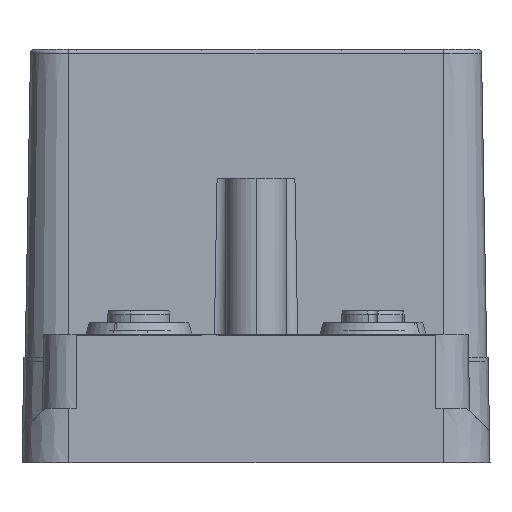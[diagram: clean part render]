
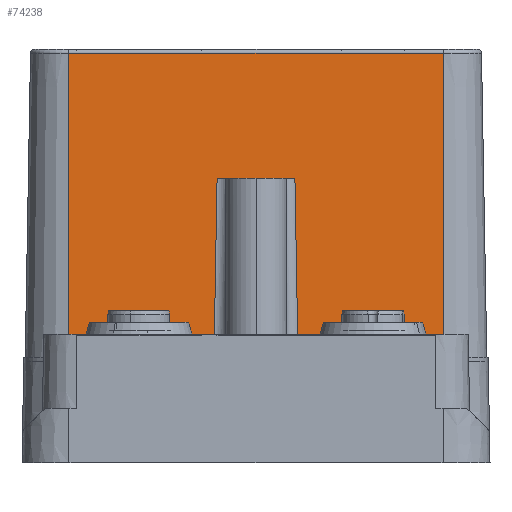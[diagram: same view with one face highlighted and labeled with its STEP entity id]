
A CAD part, front view. The second image highlights one B-rep face of the part: STEP entity #74238.
In plain terms, the highlighted planar face has unit normal (0, -1, 0.018).
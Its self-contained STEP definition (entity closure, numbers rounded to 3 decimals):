
#74183=AXIS2_PLACEMENT_3D('Plane Axis2P3D',#74180,#74181,#74182) ;
#73414=CARTESIAN_POINT('Vertex',(54.,105.6,13.)) ;
#73417=CARTESIAN_POINT('Line Origine',(44.7,105.6,13.)) ;
#73421=CARTESIAN_POINT('Vertex',(35.4,105.6,13.)) ;
#73487=CARTESIAN_POINT('Vertex',(24.6,105.6,13.)) ;
#73490=CARTESIAN_POINT('Line Origine',(15.3,105.6,13.)) ;
#73494=CARTESIAN_POINT('Vertex',(6.,105.6,13.)) ;
#74165=CARTESIAN_POINT('Vertex',(54.,106.29,52.509)) ;
#74168=CARTESIAN_POINT('Line Origine',(54.,105.949,33.)) ;
#74180=CARTESIAN_POINT('Axis2P3D Location',(59.6,105.6,13.)) ;
#74185=CARTESIAN_POINT('Line Origine',(30.,106.29,52.509)) ;
#74189=CARTESIAN_POINT('Vertex',(6.,106.29,52.509)) ;
#74192=CARTESIAN_POINT('Line Origine',(6.,105.949,33.)) ;
#74198=CARTESIAN_POINT('Control Point',(25.01,106.01,36.5)) ;
#74199=CARTESIAN_POINT('Control Point',(24.6,105.6,13.)) ;
#74200=CARTESIAN_POINT('Vertex',(25.01,106.01,36.5)) ;
#74204=CARTESIAN_POINT('Control Point',(26.51,106.01,36.5)) ;
#74205=CARTESIAN_POINT('Control Point',(25.01,106.01,36.5)) ;
#74206=CARTESIAN_POINT('Vertex',(26.51,106.01,36.5)) ;
#74209=CARTESIAN_POINT('Line Origine',(30.,106.01,36.5)) ;
#74213=CARTESIAN_POINT('Vertex',(33.49,106.01,36.5)) ;
#74217=CARTESIAN_POINT('Control Point',(34.99,106.01,36.5)) ;
#74218=CARTESIAN_POINT('Control Point',(33.49,106.01,36.5)) ;
#74219=CARTESIAN_POINT('Vertex',(34.99,106.01,36.5)) ;
#74223=CARTESIAN_POINT('Control Point',(34.99,106.01,36.5)) ;
#74224=CARTESIAN_POINT('Control Point',(35.4,105.6,13.)) ;
#73418=DIRECTION('Vector Direction',(-1.,0.,0.)) ;
#73491=DIRECTION('Vector Direction',(-1.,0.,0.)) ;
#74169=DIRECTION('Vector Direction',(0.,-0.017,-1.)) ;
#74181=DIRECTION('Axis2P3D Direction',(0.,-1.,0.017)) ;
#74182=DIRECTION('Axis2P3D XDirection',(-1.,0.,0.)) ;
#74186=DIRECTION('Vector Direction',(-1.,0.,0.)) ;
#74193=DIRECTION('Vector Direction',(0.,-0.017,-1.)) ;
#74210=DIRECTION('Vector Direction',(-1.,0.,0.)) ;
#73419=VECTOR('Line Direction',#73418,1.) ;
#73492=VECTOR('Line Direction',#73491,1.) ;
#74170=VECTOR('Line Direction',#74169,1.) ;
#74187=VECTOR('Line Direction',#74186,1.) ;
#74194=VECTOR('Line Direction',#74193,1.) ;
#74211=VECTOR('Line Direction',#74210,1.) ;
#74227=ORIENTED_EDGE('',*,*,#73423,.F.) ;
#74228=ORIENTED_EDGE('',*,*,#74172,.T.) ;
#74229=ORIENTED_EDGE('',*,*,#74191,.F.) ;
#74230=ORIENTED_EDGE('',*,*,#74196,.F.) ;
#74231=ORIENTED_EDGE('',*,*,#73496,.F.) ;
#74232=ORIENTED_EDGE('',*,*,#74202,.F.) ;
#74233=ORIENTED_EDGE('',*,*,#74208,.T.) ;
#74234=ORIENTED_EDGE('',*,*,#74215,.T.) ;
#74235=ORIENTED_EDGE('',*,*,#74221,.T.) ;
#74236=ORIENTED_EDGE('',*,*,#74225,.T.) ;
#74238=ADVANCED_FACE('327588.1\\433082_Anschlusshaube-MH-SK/FK.1\\427573.1\\Haube hoch Metall',(#74237),#74184,.T.) ;
#74197=B_SPLINE_CURVE_WITH_KNOTS('',1,(#74198,#74199),.UNSPECIFIED.,.F.,.U.,(2,2),(-3.747,19.76),.UNSPECIFIED.) ;
#74203=B_SPLINE_CURVE_WITH_KNOTS('',1,(#74204,#74205),.UNSPECIFIED.,.F.,.U.,(2,2),(-0.75,0.75),.UNSPECIFIED.) ;
#74216=B_SPLINE_CURVE_WITH_KNOTS('',1,(#74217,#74218),.UNSPECIFIED.,.F.,.U.,(2,2),(-0.75,0.75),.UNSPECIFIED.) ;
#74222=B_SPLINE_CURVE_WITH_KNOTS('',1,(#74223,#74224),.UNSPECIFIED.,.F.,.U.,(2,2),(-3.747,19.76),.UNSPECIFIED.) ;
#73423=EDGE_CURVE('',#73415,#73422,#73420,.T.) ;
#73496=EDGE_CURVE('',#73488,#73495,#73493,.T.) ;
#74172=EDGE_CURVE('',#73415,#74166,#74171,.F.) ;
#74191=EDGE_CURVE('',#74190,#74166,#74188,.F.) ;
#74196=EDGE_CURVE('',#73495,#74190,#74195,.F.) ;
#74202=EDGE_CURVE('',#74201,#73488,#74197,.T.) ;
#74208=EDGE_CURVE('',#74201,#74207,#74203,.F.) ;
#74215=EDGE_CURVE('',#74207,#74214,#74212,.F.) ;
#74221=EDGE_CURVE('',#74214,#74220,#74216,.F.) ;
#74225=EDGE_CURVE('',#74220,#73422,#74222,.T.) ;
#74226=EDGE_LOOP('',(#74227,#74228,#74229,#74230,#74231,#74232,#74233,#74234,#74235,#74236)) ;
#74237=FACE_OUTER_BOUND('',#74226,.T.) ;
#73420=LINE('Line',#73417,#73419) ;
#73493=LINE('Line',#73490,#73492) ;
#74171=LINE('Line',#74168,#74170) ;
#74188=LINE('Line',#74185,#74187) ;
#74195=LINE('Line',#74192,#74194) ;
#74212=LINE('Line',#74209,#74211) ;
#74184=PLANE('',#74183) ;
#73415=VERTEX_POINT('',#73414) ;
#73422=VERTEX_POINT('',#73421) ;
#73488=VERTEX_POINT('',#73487) ;
#73495=VERTEX_POINT('',#73494) ;
#74166=VERTEX_POINT('',#74165) ;
#74190=VERTEX_POINT('',#74189) ;
#74201=VERTEX_POINT('',#74200) ;
#74207=VERTEX_POINT('',#74206) ;
#74214=VERTEX_POINT('',#74213) ;
#74220=VERTEX_POINT('',#74219) ;
